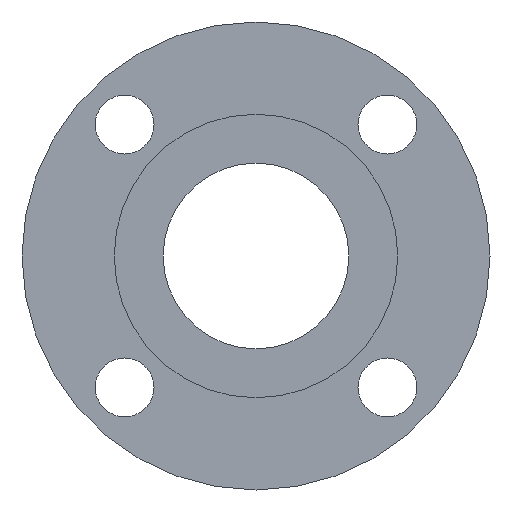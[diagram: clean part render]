
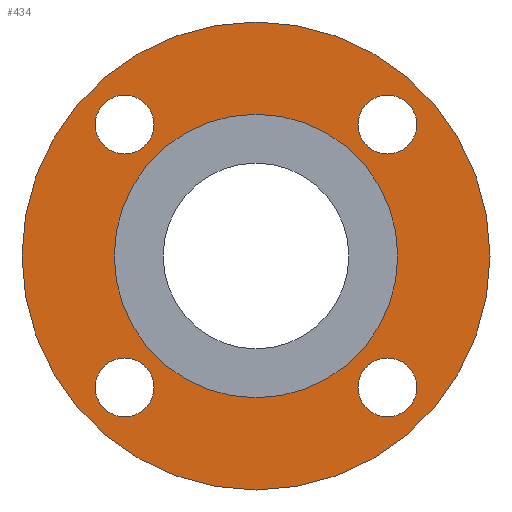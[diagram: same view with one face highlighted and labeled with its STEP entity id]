
A CAD part, front view. The second image highlights one B-rep face of the part: STEP entity #434.
In plain terms, the highlighted planar face has unit normal (0, -1, 0).
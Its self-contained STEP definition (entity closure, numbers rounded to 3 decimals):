
#2 = CARTESIAN_POINT ( 'NONE',  ( 0., 0., -46.05 ) ) ;
#4 = DIRECTION ( 'NONE',  ( 0., -1., 0. ) ) ;
#7 = DIRECTION ( 'NONE',  ( 0., 0., -1. ) ) ;
#12 = CARTESIAN_POINT ( 'NONE',  ( 0., 0., 0. ) ) ;
#19 = AXIS2_PLACEMENT_3D ( 'NONE', #2, #666, #559 ) ;
#23 = DIRECTION ( 'NONE',  ( 0., 1., 0. ) ) ;
#30 = AXIS2_PLACEMENT_3D ( 'NONE', #313, #304, #258 ) ;
#32 = ORIENTED_EDGE ( 'NONE', *, *, #322, .T. ) ;
#41 = AXIS2_PLACEMENT_3D ( 'NONE', #391, #118, #7 ) ;
#48 = DIRECTION ( 'NONE',  ( 0., 0., 1. ) ) ;
#49 = EDGE_CURVE ( 'NONE', #488, #569, #679, .T. ) ;
#51 = CIRCLE ( 'NONE', #627, 9.55 ) ;
#61 = VERTEX_POINT ( 'NONE', #574 ) ;
#65 = AXIS2_PLACEMENT_3D ( 'NONE', #292, #284, #239 ) ;
#83 = VERTEX_POINT ( 'NONE', #296 ) ;
#98 = ORIENTED_EDGE ( 'NONE', *, *, #49, .F. ) ;
#106 = EDGE_CURVE ( 'NONE', #61, #123, #344, .T. ) ;
#114 = CARTESIAN_POINT ( 'NONE',  ( -42.674, 0., 52.224 ) ) ;
#116 = CARTESIAN_POINT ( 'NONE',  ( -42.674, 0., 33.124 ) ) ;
#118 = DIRECTION ( 'NONE',  ( 0., -1., 0. ) ) ;
#122 = AXIS2_PLACEMENT_3D ( 'NONE', #692, #415, #700 ) ;
#123 = VERTEX_POINT ( 'NONE', #246 ) ;
#127 = DIRECTION ( 'NONE',  ( -1., 0., 0. ) ) ;
#129 = EDGE_LOOP ( 'NONE', ( #32, #699 ) ) ;
#132 = CIRCLE ( 'NONE', #151, 76. ) ;
#133 = ORIENTED_EDGE ( 'NONE', *, *, #374, .F. ) ;
#151 = AXIS2_PLACEMENT_3D ( 'NONE', #580, #23, #283 ) ;
#179 = ORIENTED_EDGE ( 'NONE', *, *, #245, .F. ) ;
#189 = VERTEX_POINT ( 'NONE', #419 ) ;
#210 = EDGE_CURVE ( 'NONE', #554, #216, #538, .T. ) ;
#211 = DIRECTION ( 'NONE',  ( 0., 1., 0. ) ) ;
#212 = EDGE_LOOP ( 'NONE', ( #508, #404 ) ) ;
#213 = DIRECTION ( 'NONE',  ( -1., 0., 0. ) ) ;
#216 = VERTEX_POINT ( 'NONE', #535 ) ;
#218 = AXIS2_PLACEMENT_3D ( 'NONE', #12, #211, #494 ) ;
#221 = CARTESIAN_POINT ( 'NONE',  ( 33.124, 0., 42.674 ) ) ;
#224 = EDGE_CURVE ( 'NONE', #675, #483, #369, .T. ) ;
#225 = PLANE ( 'NONE',  #19 ) ;
#239 = DIRECTION ( 'NONE',  ( 0., 0., 1. ) ) ;
#245 = EDGE_CURVE ( 'NONE', #483, #675, #380, .T. ) ;
#246 = CARTESIAN_POINT ( 'NONE',  ( 0., 0., -76. ) ) ;
#252 = AXIS2_PLACEMENT_3D ( 'NONE', #315, #442, #48 ) ;
#258 = DIRECTION ( 'NONE',  ( 0., 0., 1. ) ) ;
#268 = DIRECTION ( 'NONE',  ( 1., 0., 0. ) ) ;
#275 = AXIS2_PLACEMENT_3D ( 'NONE', #656, #4, #609 ) ;
#283 = DIRECTION ( 'NONE',  ( 0., 0., 1. ) ) ;
#284 = DIRECTION ( 'NONE',  ( 0., -1., 0. ) ) ;
#288 = CIRCLE ( 'NONE', #370, 9.55 ) ;
#292 = CARTESIAN_POINT ( 'NONE',  ( -42.674, 0., 42.674 ) ) ;
#296 = CARTESIAN_POINT ( 'NONE',  ( 52.224, 0., 42.674 ) ) ;
#304 = DIRECTION ( 'NONE',  ( 0., 1., 0. ) ) ;
#306 = VERTEX_POINT ( 'NONE', #221 ) ;
#310 = EDGE_LOOP ( 'NONE', ( #133, #98 ) ) ;
#313 = CARTESIAN_POINT ( 'NONE',  ( 0., 0., 0. ) ) ;
#315 = CARTESIAN_POINT ( 'NONE',  ( -42.674, 0., 42.674 ) ) ;
#317 = DIRECTION ( 'NONE',  ( 0., -1., 0. ) ) ;
#322 = EDGE_CURVE ( 'NONE', #216, #554, #527, .T. ) ;
#323 = DIRECTION ( 'NONE',  ( 0., -1., 0. ) ) ;
#326 = FACE_BOUND ( 'NONE', #622, .T. ) ;
#330 = FACE_OUTER_BOUND ( 'NONE', #212, .T. ) ;
#333 = CIRCLE ( 'NONE', #275, 9.55 ) ;
#344 = CIRCLE ( 'NONE', #122, 76. ) ;
#354 = EDGE_LOOP ( 'NONE', ( #558, #647 ) ) ;
#360 = DIRECTION ( 'NONE',  ( 0., -1., 0. ) ) ;
#369 = CIRCLE ( 'NONE', #432, 9.55 ) ;
#370 = AXIS2_PLACEMENT_3D ( 'NONE', #439, #323, #213 ) ;
#374 = EDGE_CURVE ( 'NONE', #569, #488, #468, .T. ) ;
#380 = CIRCLE ( 'NONE', #41, 9.55 ) ;
#391 = CARTESIAN_POINT ( 'NONE',  ( 42.674, 0., -42.674 ) ) ;
#402 = DIRECTION ( 'NONE',  ( 0., -1., 0. ) ) ;
#404 = ORIENTED_EDGE ( 'NONE', *, *, #420, .F. ) ;
#406 = FACE_BOUND ( 'NONE', #410, .T. ) ;
#407 = CIRCLE ( 'NONE', #479, 9.55 ) ;
#410 = EDGE_LOOP ( 'NONE', ( #572, #545 ) ) ;
#411 = EDGE_CURVE ( 'NONE', #189, #626, #51, .T. ) ;
#415 = DIRECTION ( 'NONE',  ( 0., 1., 0. ) ) ;
#419 = CARTESIAN_POINT ( 'NONE',  ( -52.224, 0., -42.674 ) ) ;
#420 = EDGE_CURVE ( 'NONE', #123, #61, #132, .T. ) ;
#432 = AXIS2_PLACEMENT_3D ( 'NONE', #684, #360, #447 ) ;
#434 = ADVANCED_FACE ( 'NONE', ( #406, #667, #567, #326, #330, #663 ), #225, .F. ) ;
#439 = CARTESIAN_POINT ( 'NONE',  ( -42.674, 0., -42.674 ) ) ;
#441 = EDGE_CURVE ( 'NONE', #306, #83, #407, .T. ) ;
#442 = DIRECTION ( 'NONE',  ( 0., -1., 0. ) ) ;
#447 = DIRECTION ( 'NONE',  ( 0., 0., -1. ) ) ;
#461 = CARTESIAN_POINT ( 'NONE',  ( -42.674, 0., -42.674 ) ) ;
#468 = CIRCLE ( 'NONE', #252, 9.55 ) ;
#478 = ORIENTED_EDGE ( 'NONE', *, *, #224, .F. ) ;
#479 = AXIS2_PLACEMENT_3D ( 'NONE', #614, #317, #268 ) ;
#483 = VERTEX_POINT ( 'NONE', #611 ) ;
#488 = VERTEX_POINT ( 'NONE', #116 ) ;
#494 = DIRECTION ( 'NONE',  ( 0., 0., 1. ) ) ;
#495 = CARTESIAN_POINT ( 'NONE',  ( 0., 0., -46.05 ) ) ;
#508 = ORIENTED_EDGE ( 'NONE', *, *, #106, .F. ) ;
#527 = CIRCLE ( 'NONE', #218, 46.05 ) ;
#535 = CARTESIAN_POINT ( 'NONE',  ( 0., 0., 46.05 ) ) ;
#538 = CIRCLE ( 'NONE', #30, 46.05 ) ;
#545 = ORIENTED_EDGE ( 'NONE', *, *, #560, .F. ) ;
#554 = VERTEX_POINT ( 'NONE', #495 ) ;
#558 = ORIENTED_EDGE ( 'NONE', *, *, #568, .F. ) ;
#559 = DIRECTION ( 'NONE',  ( 0., 0., 1. ) ) ;
#560 = EDGE_CURVE ( 'NONE', #626, #189, #288, .T. ) ;
#567 = FACE_BOUND ( 'NONE', #354, .T. ) ;
#568 = EDGE_CURVE ( 'NONE', #83, #306, #333, .T. ) ;
#569 = VERTEX_POINT ( 'NONE', #114 ) ;
#572 = ORIENTED_EDGE ( 'NONE', *, *, #411, .F. ) ;
#574 = CARTESIAN_POINT ( 'NONE',  ( 0., 0., 76. ) ) ;
#580 = CARTESIAN_POINT ( 'NONE',  ( 0., 0., 0. ) ) ;
#609 = DIRECTION ( 'NONE',  ( 1., 0., 0. ) ) ;
#611 = CARTESIAN_POINT ( 'NONE',  ( 42.674, 0., -52.224 ) ) ;
#614 = CARTESIAN_POINT ( 'NONE',  ( 42.674, 0., 42.674 ) ) ;
#622 = EDGE_LOOP ( 'NONE', ( #179, #478 ) ) ;
#626 = VERTEX_POINT ( 'NONE', #643 ) ;
#627 = AXIS2_PLACEMENT_3D ( 'NONE', #461, #402, #127 ) ;
#639 = CARTESIAN_POINT ( 'NONE',  ( 42.674, 0., -33.124 ) ) ;
#643 = CARTESIAN_POINT ( 'NONE',  ( -33.124, 0., -42.674 ) ) ;
#647 = ORIENTED_EDGE ( 'NONE', *, *, #441, .F. ) ;
#656 = CARTESIAN_POINT ( 'NONE',  ( 42.674, 0., 42.674 ) ) ;
#663 = FACE_BOUND ( 'NONE', #129, .T. ) ;
#666 = DIRECTION ( 'NONE',  ( 0., 1., 0. ) ) ;
#667 = FACE_BOUND ( 'NONE', #310, .T. ) ;
#675 = VERTEX_POINT ( 'NONE', #639 ) ;
#679 = CIRCLE ( 'NONE', #65, 9.55 ) ;
#684 = CARTESIAN_POINT ( 'NONE',  ( 42.674, 0., -42.674 ) ) ;
#692 = CARTESIAN_POINT ( 'NONE',  ( 0., 0., 0. ) ) ;
#699 = ORIENTED_EDGE ( 'NONE', *, *, #210, .T. ) ;
#700 = DIRECTION ( 'NONE',  ( 0., 0., 1. ) ) ;
